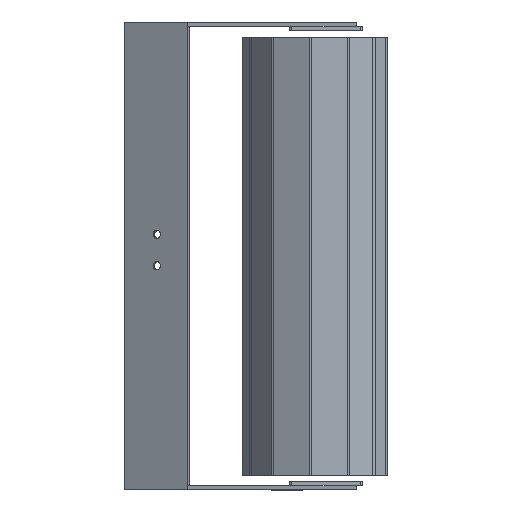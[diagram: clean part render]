
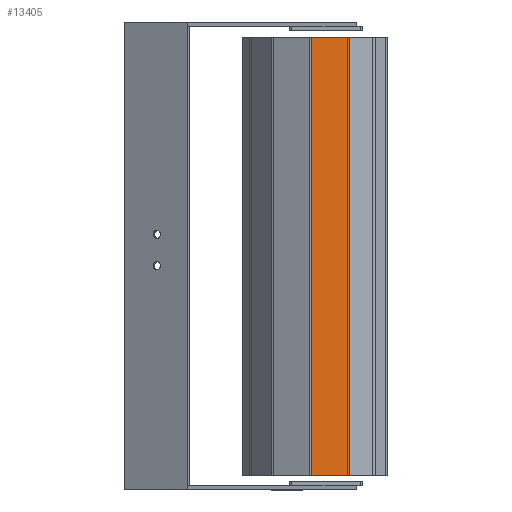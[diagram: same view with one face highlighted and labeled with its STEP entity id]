
A CAD part, front view. The second image highlights one B-rep face of the part: STEP entity #13405.
In plain terms, the highlighted planar face has unit normal (0.101, -0.995, 0).
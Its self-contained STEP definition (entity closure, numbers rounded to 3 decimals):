
#12808 = PLANE('',#12809);
#12809 = AXIS2_PLACEMENT_3D('',#12810,#12811,#12812);
#12810 = CARTESIAN_POINT('',(-9.82,-209.062,203.));
#12811 = DIRECTION('',(0.,0.,1.));
#12812 = DIRECTION('',(1.,0.,0.));
#12862 = PLANE('',#12863);
#12863 = AXIS2_PLACEMENT_3D('',#12864,#12865,#12866);
#12864 = CARTESIAN_POINT('',(-9.82,-209.062,-7.));
#12865 = DIRECTION('',(0.,0.,1.));
#12866 = DIRECTION('',(1.,0.,0.));
#13297 = PLANE('',#13298);
#13298 = AXIS2_PLACEMENT_3D('',#13299,#13300,#13301);
#13299 = CARTESIAN_POINT('',(-33.904,-238.031,-7.));
#13300 = DIRECTION('',(0.407,0.914,0.));
#13301 = DIRECTION('',(0.914,-0.407,0.));
#13335 = VERTEX_POINT('',#13336);
#13336 = CARTESIAN_POINT('',(-15.559,-246.197,203.));
#13357 = EDGE_CURVE('',#13358,#13335,#13360,.T.);
#13358 = VERTEX_POINT('',#13359);
#13359 = CARTESIAN_POINT('',(-15.559,-246.197,-7.));
#13360 = SURFACE_CURVE('',#13361,(#13365,#13372),.PCURVE_S1.);
#13361 = LINE('',#13362,#13363);
#13362 = CARTESIAN_POINT('',(-15.559,-246.197,-7.));
#13363 = VECTOR('',#13364,1.);
#13364 = DIRECTION('',(0.,0.,1.));
#13365 = PCURVE('',#13297,#13366);
#13366 = DEFINITIONAL_REPRESENTATION('',(#13367),#13371);
#13367 = LINE('',#13368,#13369);
#13368 = CARTESIAN_POINT('',(20.081,0.));
#13369 = VECTOR('',#13370,1.);
#13370 = DIRECTION('',(0.,-1.));
#13371 = ( GEOMETRIC_REPRESENTATION_CONTEXT(2) 
PARAMETRIC_REPRESENTATION_CONTEXT() REPRESENTATION_CONTEXT('2D SPACE',''
  ) );
#13372 = PCURVE('',#13373,#13378);
#13373 = PLANE('',#13374);
#13374 = AXIS2_PLACEMENT_3D('',#13375,#13376,#13377);
#13375 = CARTESIAN_POINT('',(-15.559,-246.197,-7.));
#13376 = DIRECTION('',(-0.1,0.995,0.));
#13377 = DIRECTION('',(0.995,0.1,0.));
#13378 = DEFINITIONAL_REPRESENTATION('',(#13379),#13383);
#13379 = LINE('',#13380,#13381);
#13380 = CARTESIAN_POINT('',(0.,0.));
#13381 = VECTOR('',#13382,1.);
#13382 = DIRECTION('',(0.,-1.));
#13383 = ( GEOMETRIC_REPRESENTATION_CONTEXT(2) 
PARAMETRIC_REPRESENTATION_CONTEXT() REPRESENTATION_CONTEXT('2D SPACE',''
  ) );
#13405 = ADVANCED_FACE('',(#13406),#13373,.F.);
#13406 = FACE_BOUND('',#13407,.F.);
#13407 = EDGE_LOOP('',(#13408,#13409,#13432,#13460));
#13408 = ORIENTED_EDGE('',*,*,#13357,.T.);
#13409 = ORIENTED_EDGE('',*,*,#13410,.T.);
#13410 = EDGE_CURVE('',#13335,#13411,#13413,.T.);
#13411 = VERTEX_POINT('',#13412);
#13412 = CARTESIAN_POINT('',(2.787,-244.344,203.));
#13413 = SURFACE_CURVE('',#13414,(#13418,#13425),.PCURVE_S1.);
#13414 = LINE('',#13415,#13416);
#13415 = CARTESIAN_POINT('',(-15.559,-246.197,203.));
#13416 = VECTOR('',#13417,1.);
#13417 = DIRECTION('',(0.995,0.1,0.));
#13418 = PCURVE('',#13373,#13419);
#13419 = DEFINITIONAL_REPRESENTATION('',(#13420),#13424);
#13420 = LINE('',#13421,#13422);
#13421 = CARTESIAN_POINT('',(0.,-210.));
#13422 = VECTOR('',#13423,1.);
#13423 = DIRECTION('',(1.,0.));
#13424 = ( GEOMETRIC_REPRESENTATION_CONTEXT(2) 
PARAMETRIC_REPRESENTATION_CONTEXT() REPRESENTATION_CONTEXT('2D SPACE',''
  ) );
#13425 = PCURVE('',#12808,#13426);
#13426 = DEFINITIONAL_REPRESENTATION('',(#13427),#13431);
#13427 = LINE('',#13428,#13429);
#13428 = CARTESIAN_POINT('',(-5.738,-37.135));
#13429 = VECTOR('',#13430,1.);
#13430 = DIRECTION('',(0.995,0.1));
#13431 = ( GEOMETRIC_REPRESENTATION_CONTEXT(2) 
PARAMETRIC_REPRESENTATION_CONTEXT() REPRESENTATION_CONTEXT('2D SPACE',''
  ) );
#13432 = ORIENTED_EDGE('',*,*,#13433,.F.);
#13433 = EDGE_CURVE('',#13434,#13411,#13436,.T.);
#13434 = VERTEX_POINT('',#13435);
#13435 = CARTESIAN_POINT('',(2.787,-244.344,-7.));
#13436 = SURFACE_CURVE('',#13437,(#13441,#13448),.PCURVE_S1.);
#13437 = LINE('',#13438,#13439);
#13438 = CARTESIAN_POINT('',(2.787,-244.344,-7.));
#13439 = VECTOR('',#13440,1.);
#13440 = DIRECTION('',(0.,0.,1.));
#13441 = PCURVE('',#13373,#13442);
#13442 = DEFINITIONAL_REPRESENTATION('',(#13443),#13447);
#13443 = LINE('',#13444,#13445);
#13444 = CARTESIAN_POINT('',(18.439,0.));
#13445 = VECTOR('',#13446,1.);
#13446 = DIRECTION('',(0.,-1.));
#13447 = ( GEOMETRIC_REPRESENTATION_CONTEXT(2) 
PARAMETRIC_REPRESENTATION_CONTEXT() REPRESENTATION_CONTEXT('2D SPACE',''
  ) );
#13448 = PCURVE('',#13449,#13454);
#13449 = PLANE('',#13450);
#13450 = AXIS2_PLACEMENT_3D('',#13451,#13452,#13453);
#13451 = CARTESIAN_POINT('',(2.787,-244.344,-7.));
#13452 = DIRECTION('',(-0.511,0.86,0.));
#13453 = DIRECTION('',(0.86,0.511,0.));
#13454 = DEFINITIONAL_REPRESENTATION('',(#13455),#13459);
#13455 = LINE('',#13456,#13457);
#13456 = CARTESIAN_POINT('',(0.,0.));
#13457 = VECTOR('',#13458,1.);
#13458 = DIRECTION('',(0.,-1.));
#13459 = ( GEOMETRIC_REPRESENTATION_CONTEXT(2) 
PARAMETRIC_REPRESENTATION_CONTEXT() REPRESENTATION_CONTEXT('2D SPACE',''
  ) );
#13460 = ORIENTED_EDGE('',*,*,#13461,.F.);
#13461 = EDGE_CURVE('',#13358,#13434,#13462,.T.);
#13462 = SURFACE_CURVE('',#13463,(#13467,#13474),.PCURVE_S1.);
#13463 = LINE('',#13464,#13465);
#13464 = CARTESIAN_POINT('',(-15.559,-246.197,-7.));
#13465 = VECTOR('',#13466,1.);
#13466 = DIRECTION('',(0.995,0.1,0.));
#13467 = PCURVE('',#13373,#13468);
#13468 = DEFINITIONAL_REPRESENTATION('',(#13469),#13473);
#13469 = LINE('',#13470,#13471);
#13470 = CARTESIAN_POINT('',(0.,0.));
#13471 = VECTOR('',#13472,1.);
#13472 = DIRECTION('',(1.,0.));
#13473 = ( GEOMETRIC_REPRESENTATION_CONTEXT(2) 
PARAMETRIC_REPRESENTATION_CONTEXT() REPRESENTATION_CONTEXT('2D SPACE',''
  ) );
#13474 = PCURVE('',#12862,#13475);
#13475 = DEFINITIONAL_REPRESENTATION('',(#13476),#13480);
#13476 = LINE('',#13477,#13478);
#13477 = CARTESIAN_POINT('',(-5.738,-37.135));
#13478 = VECTOR('',#13479,1.);
#13479 = DIRECTION('',(0.995,0.1));
#13480 = ( GEOMETRIC_REPRESENTATION_CONTEXT(2) 
PARAMETRIC_REPRESENTATION_CONTEXT() REPRESENTATION_CONTEXT('2D SPACE',''
  ) );
